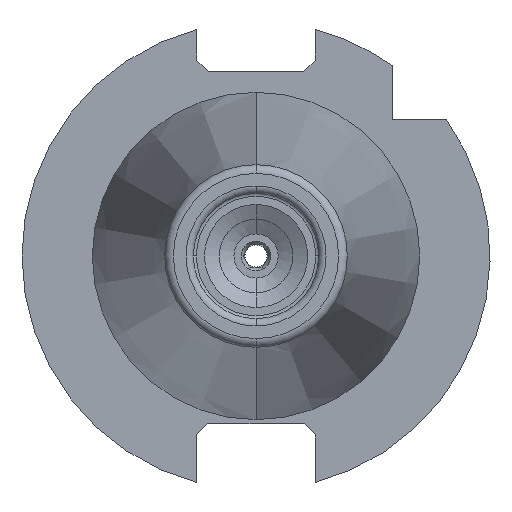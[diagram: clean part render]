
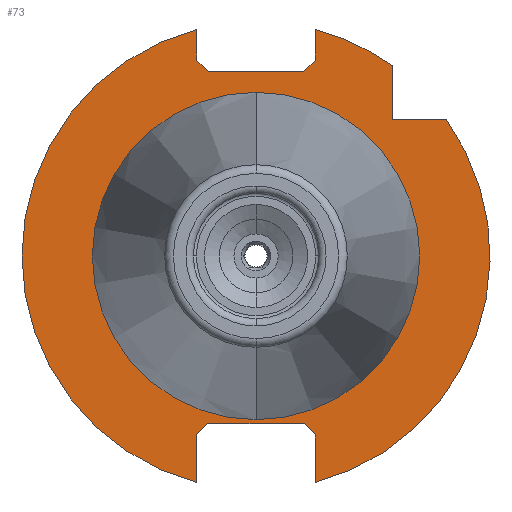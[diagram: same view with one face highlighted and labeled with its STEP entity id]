
A CAD part, left-side view. The second image highlights one B-rep face of the part: STEP entity #73.
In plain terms, the highlighted planar face has unit normal (-1, 0, 0).
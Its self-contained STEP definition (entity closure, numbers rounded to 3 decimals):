
#73 = ADVANCED_FACE ( 'NONE', ( #4056, #4053 ), #302, .F. ) ;
#171 = CARTESIAN_POINT ( 'NONE',  ( 71.6, 22.225, 0. ) ) ;
#221 = DIRECTION ( 'NONE',  ( 0., 0., -1. ) ) ;
#302 = PLANE ( 'NONE',  #3148 ) ;
#491 = DIRECTION ( 'NONE',  ( 1., 0., 0. ) ) ;
#661 = CIRCLE ( 'NONE', #3091, 31.775 ) ;
#798 = CIRCLE ( 'NONE', #3158, 31.775 ) ;
#929 = CIRCLE ( 'NONE', #3243, 22.225 ) ;
#1012 = EDGE_CURVE ( 'NONE', #2416, #2438, #3917, .T. ) ;
#1015 = EDGE_CURVE ( 'NONE', #2695, #2456, #3912, .T. ) ;
#1016 = EDGE_CURVE ( 'NONE', #2384, #2530, #3914, .T. ) ;
#1017 = EDGE_CURVE ( 'NONE', #2530, #2677, #3909, .T. ) ;
#1018 = EDGE_CURVE ( 'NONE', #2708, #2437, #3907, .T. ) ;
#1019 = EDGE_CURVE ( 'NONE', #2437, #2416, #3905, .T. ) ;
#1020 = EDGE_CURVE ( 'NONE', #2438, #2529, #3903, .T. ) ;
#1021 = EDGE_CURVE ( 'NONE', #2529, #2591, #3901, .T. ) ;
#1022 = EDGE_CURVE ( 'NONE', #2591, #2392, #3899, .T. ) ;
#1023 = EDGE_CURVE ( 'NONE', #2392, #2403, #3897, .T. ) ;
#1051 = EDGE_CURVE ( 'NONE', #2403, #2406, #3847, .T. ) ;
#1054 = EDGE_CURVE ( 'NONE', #2397, #2401, #3843, .T. ) ;
#1059 = EDGE_CURVE ( 'NONE', #2401, #2516, #3831, .T. ) ;
#1060 = EDGE_CURVE ( 'NONE', #2516, #2384, #3825, .T. ) ;
#1185 = EDGE_CURVE ( 'NONE', #2456, #2695, #929, .T. ) ;
#1231 = EDGE_CURVE ( 'NONE', #2677, #2708, #798, .T. ) ;
#1286 = EDGE_CURVE ( 'NONE', #2406, #2397, #661, .T. ) ;
#1392 = DIRECTION ( 'NONE',  ( 0., 0., 1. ) ) ;
#1394 = DIRECTION ( 'NONE',  ( -1., 0., 0. ) ) ;
#1401 = CARTESIAN_POINT ( 'NONE',  ( 71.6, 0., 0. ) ) ;
#1564 = DIRECTION ( 'NONE',  ( 0., 0., 1. ) ) ;
#1566 = DIRECTION ( 'NONE',  ( -1., 0., 0. ) ) ;
#1567 = CARTESIAN_POINT ( 'NONE',  ( 71.6, 0., 0. ) ) ;
#1601 = DIRECTION ( 'NONE',  ( 0., -1., 0. ) ) ;
#1602 = CARTESIAN_POINT ( 'NONE',  ( 71.6, 22.225, -22.8 ) ) ;
#1608 = DIRECTION ( 'NONE',  ( 0., -0.707, 0.707 ) ) ;
#1630 = DIRECTION ( 'NONE',  ( 0., 0., 1. ) ) ;
#1634 = CARTESIAN_POINT ( 'NONE',  ( 71.6, 2.988, -19.238 ) ) ;
#1690 = CARTESIAN_POINT ( 'NONE',  ( 71.6, 8.05, 0. ) ) ;
#1691 = DIRECTION ( 'NONE',  ( 0., 0., 1. ) ) ;
#1693 = CARTESIAN_POINT ( 'NONE',  ( 71.6, 8.05, 0. ) ) ;
#1811 = DIRECTION ( 'NONE',  ( 0., 0.707, 0.707 ) ) ;
#1812 = DIRECTION ( 'NONE',  ( 0., 1., 0. ) ) ;
#1814 = DIRECTION ( 'NONE',  ( 0., 0., -1. ) ) ;
#1817 = CARTESIAN_POINT ( 'NONE',  ( 71.6, 22.225, 25. ) ) ;
#1819 = DIRECTION ( 'NONE',  ( 0., 0.707, -0.707 ) ) ;
#1822 = CARTESIAN_POINT ( 'NONE',  ( 71.6, 1.838, 20.388 ) ) ;
#1827 = CARTESIAN_POINT ( 'NONE',  ( 71.6, 20.388, -1.837 ) ) ;
#1830 = CARTESIAN_POINT ( 'NONE',  ( 71.6, -8.05, 0. ) ) ;
#1831 = DIRECTION ( 'NONE',  ( 0., 0., 1. ) ) ;
#1833 = CARTESIAN_POINT ( 'NONE',  ( 71.6, -18.5, 0. ) ) ;
#1837 = DIRECTION ( 'NONE',  ( 0., 1., 0. ) ) ;
#1839 = CARTESIAN_POINT ( 'NONE',  ( 71.6, 22.225, 18.5 ) ) ;
#1840 = DIRECTION ( 'NONE',  ( 0., 0., -1. ) ) ;
#1847 = CARTESIAN_POINT ( 'NONE',  ( 71.6, -8.05, 0. ) ) ;
#1849 = DIRECTION ( 'NONE',  ( 0., 0., 1. ) ) ;
#1857 = DIRECTION ( 'NONE',  ( -1., 0., 0. ) ) ;
#1859 = CARTESIAN_POINT ( 'NONE',  ( 71.6, 0., 0. ) ) ;
#1861 = CARTESIAN_POINT ( 'NONE',  ( 71.6, 19.238, 2.987 ) ) ;
#1885 = DIRECTION ( 'NONE',  ( 0., -0.707, -0.707 ) ) ;
#1888 = DIRECTION ( 'NONE',  ( 0., 0., 1. ) ) ;
#1889 = CARTESIAN_POINT ( 'NONE',  ( 71.6, 0., 0. ) ) ;
#1890 = DIRECTION ( 'NONE',  ( -1., 0., 0. ) ) ;
#2211 = ORIENTED_EDGE ( 'NONE', *, *, #1231, .T. ) ;
#2224 = ORIENTED_EDGE ( 'NONE', *, *, #1023, .T. ) ;
#2265 = EDGE_LOOP ( 'NONE', ( #2811, #2808 ) ) ;
#2360 = ORIENTED_EDGE ( 'NONE', *, *, #1286, .T. ) ;
#2361 = ORIENTED_EDGE ( 'NONE', *, *, #1060, .T. ) ;
#2368 = ORIENTED_EDGE ( 'NONE', *, *, #1054, .T. ) ;
#2384 = VERTEX_POINT ( 'NONE', #3690 ) ;
#2392 = VERTEX_POINT ( 'NONE', #3676 ) ;
#2397 = VERTEX_POINT ( 'NONE', #3674 ) ;
#2401 = VERTEX_POINT ( 'NONE', #3668 ) ;
#2403 = VERTEX_POINT ( 'NONE', #3667 ) ;
#2406 = VERTEX_POINT ( 'NONE', #3662 ) ;
#2416 = VERTEX_POINT ( 'NONE', #3655 ) ;
#2437 = VERTEX_POINT ( 'NONE', #3635 ) ;
#2438 = VERTEX_POINT ( 'NONE', #3630 ) ;
#2456 = VERTEX_POINT ( 'NONE', #3599 ) ;
#2516 = VERTEX_POINT ( 'NONE', #3553 ) ;
#2529 = VERTEX_POINT ( 'NONE', #3547 ) ;
#2530 = VERTEX_POINT ( 'NONE', #3523 ) ;
#2591 = VERTEX_POINT ( 'NONE', #3493 ) ;
#2677 = VERTEX_POINT ( 'NONE', #3298 ) ;
#2695 = VERTEX_POINT ( 'NONE', #3279 ) ;
#2708 = VERTEX_POINT ( 'NONE', #3729 ) ;
#2799 = ORIENTED_EDGE ( 'NONE', *, *, #1012, .T. ) ;
#2802 = ORIENTED_EDGE ( 'NONE', *, *, #1051, .T. ) ;
#2804 = ORIENTED_EDGE ( 'NONE', *, *, #1022, .T. ) ;
#2805 = ORIENTED_EDGE ( 'NONE', *, *, #1021, .T. ) ;
#2806 = ORIENTED_EDGE ( 'NONE', *, *, #1020, .T. ) ;
#2807 = ORIENTED_EDGE ( 'NONE', *, *, #1017, .T. ) ;
#2808 = ORIENTED_EDGE ( 'NONE', *, *, #1015, .F. ) ;
#2809 = ORIENTED_EDGE ( 'NONE', *, *, #1016, .T. ) ;
#2811 = ORIENTED_EDGE ( 'NONE', *, *, #1185, .F. ) ;
#2812 = ORIENTED_EDGE ( 'NONE', *, *, #1059, .T. ) ;
#2816 = ORIENTED_EDGE ( 'NONE', *, *, #1019, .T. ) ;
#2818 = ORIENTED_EDGE ( 'NONE', *, *, #1018, .T. ) ;
#3008 = AXIS2_PLACEMENT_3D ( 'NONE', #1859, #1857, #1849 ) ;
#3009 = AXIS2_PLACEMENT_3D ( 'NONE', #1889, #1890, #1888 ) ;
#3091 = AXIS2_PLACEMENT_3D ( 'NONE', #3702, #3696, #3455 ) ;
#3148 = AXIS2_PLACEMENT_3D ( 'NONE', #171, #491, #221 ) ;
#3158 = AXIS2_PLACEMENT_3D ( 'NONE', #1401, #1394, #1392 ) ;
#3243 = AXIS2_PLACEMENT_3D ( 'NONE', #1567, #1566, #1564 ) ;
#3279 = CARTESIAN_POINT ( 'NONE',  ( 71.6, 0., -22.225 ) ) ;
#3298 = CARTESIAN_POINT ( 'NONE',  ( 71.6, -8.05, -30.738 ) ) ;
#3455 = DIRECTION ( 'NONE',  ( 0., 0., 1. ) ) ;
#3493 = CARTESIAN_POINT ( 'NONE',  ( 71.6, -6.45, 25. ) ) ;
#3523 = CARTESIAN_POINT ( 'NONE',  ( 71.6, -8.05, -24.3 ) ) ;
#3547 = CARTESIAN_POINT ( 'NONE',  ( 71.6, -8.05, 26.6 ) ) ;
#3553 = CARTESIAN_POINT ( 'NONE',  ( 71.6, 6.55, -22.8 ) ) ;
#3599 = CARTESIAN_POINT ( 'NONE',  ( 71.6, 0., 22.225 ) ) ;
#3630 = CARTESIAN_POINT ( 'NONE',  ( 71.6, -8.05, 30.738 ) ) ;
#3635 = CARTESIAN_POINT ( 'NONE',  ( 71.6, -18.5, 18.5 ) ) ;
#3655 = CARTESIAN_POINT ( 'NONE',  ( 71.6, -18.5, 25.834 ) ) ;
#3662 = CARTESIAN_POINT ( 'NONE',  ( 71.6, 8.05, 30.738 ) ) ;
#3667 = CARTESIAN_POINT ( 'NONE',  ( 71.6, 8.05, 26.6 ) ) ;
#3668 = CARTESIAN_POINT ( 'NONE',  ( 71.6, 8.05, -24.3 ) ) ;
#3674 = CARTESIAN_POINT ( 'NONE',  ( 71.6, 8.05, -30.738 ) ) ;
#3676 = CARTESIAN_POINT ( 'NONE',  ( 71.6, 6.45, 25. ) ) ;
#3690 = CARTESIAN_POINT ( 'NONE',  ( 71.6, -6.55, -22.8 ) ) ;
#3696 = DIRECTION ( 'NONE',  ( -1., 0., 0. ) ) ;
#3702 = CARTESIAN_POINT ( 'NONE',  ( 71.6, 0., 0. ) ) ;
#3729 = CARTESIAN_POINT ( 'NONE',  ( 71.6, -25.834, 18.5 ) ) ;
#3822 = VECTOR ( 'NONE', #1601, 1000. ) ;
#3824 = VECTOR ( 'NONE', #1608, 1000. ) ;
#3825 = LINE ( 'NONE', #1602, #3822 ) ;
#3831 = LINE ( 'NONE', #1634, #3824 ) ;
#3834 = VECTOR ( 'NONE', #1630, 1000. ) ;
#3840 = VECTOR ( 'NONE', #1691, 1000. ) ;
#3843 = LINE ( 'NONE', #1690, #3834 ) ;
#3847 = LINE ( 'NONE', #1693, #3840 ) ;
#3894 = VECTOR ( 'NONE', #1811, 1000. ) ;
#3896 = VECTOR ( 'NONE', #1812, 1000. ) ;
#3897 = LINE ( 'NONE', #1822, #3894 ) ;
#3898 = VECTOR ( 'NONE', #1819, 1000. ) ;
#3899 = LINE ( 'NONE', #1817, #3896 ) ;
#3900 = VECTOR ( 'NONE', #1814, 1000. ) ;
#3901 = LINE ( 'NONE', #1827, #3898 ) ;
#3902 = VECTOR ( 'NONE', #1831, 1000. ) ;
#3903 = LINE ( 'NONE', #1830, #3900 ) ;
#3904 = VECTOR ( 'NONE', #1837, 1000. ) ;
#3905 = LINE ( 'NONE', #1833, #3902 ) ;
#3906 = VECTOR ( 'NONE', #1840, 1000. ) ;
#3907 = LINE ( 'NONE', #1839, #3904 ) ;
#3908 = VECTOR ( 'NONE', #1885, 1000. ) ;
#3909 = LINE ( 'NONE', #1847, #3906 ) ;
#3912 = CIRCLE ( 'NONE', #3008, 22.225 ) ;
#3914 = LINE ( 'NONE', #1861, #3908 ) ;
#3917 = CIRCLE ( 'NONE', #3009, 31.775 ) ;
#4053 = FACE_OUTER_BOUND ( 'NONE', #4212, .T. ) ;
#4056 = FACE_BOUND ( 'NONE', #2265, .T. ) ;
#4212 = EDGE_LOOP ( 'NONE', ( #2809, #2807, #2211, #2818, #2816, #2799, #2806, #2805, #2804, #2224, #2802, #2360, #2368, #2812, #2361 ) ) ;
